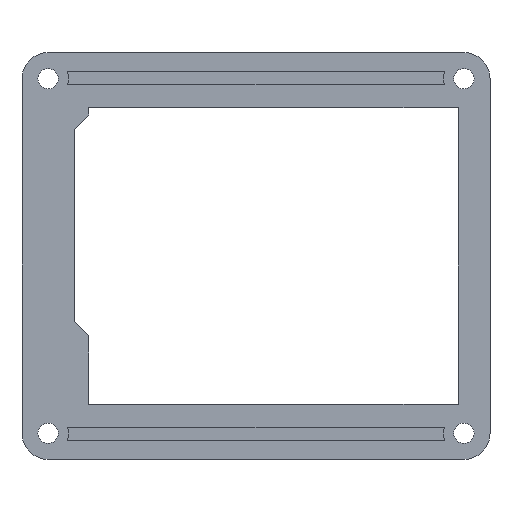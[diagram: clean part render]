
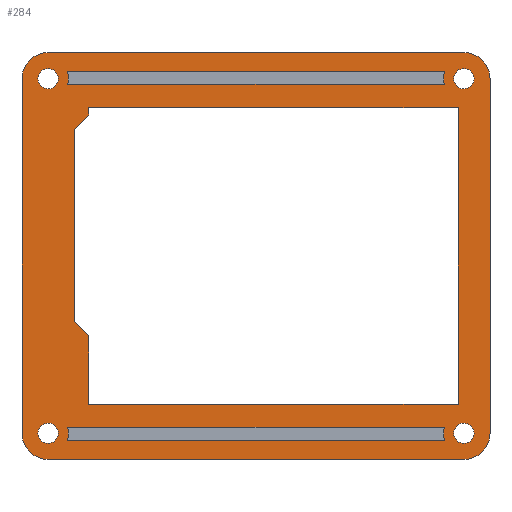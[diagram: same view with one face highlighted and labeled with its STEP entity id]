
A CAD part, top view. The second image highlights one B-rep face of the part: STEP entity #284.
In plain terms, the highlighted planar face has unit normal (0, 0, 1).
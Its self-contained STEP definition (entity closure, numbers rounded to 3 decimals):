
#32 = VERTEX_POINT('',#33);
#33 = CARTESIAN_POINT('',(-35.75,35.,3.));
#39 = EDGE_CURVE('',#32,#40,#42,.T.);
#40 = VERTEX_POINT('',#41);
#41 = CARTESIAN_POINT('',(35.75,35.,3.));
#42 = LINE('',#43,#44);
#43 = CARTESIAN_POINT('',(-40.25,35.,3.));
#44 = VECTOR('',#45,1.);
#45 = DIRECTION('',(1.,0.,0.));
#240 = VERTEX_POINT('',#241);
#241 = CARTESIAN_POINT('',(-40.25,30.5,3.));
#247 = EDGE_CURVE('',#32,#240,#248,.T.);
#248 = CIRCLE('',#249,4.5);
#249 = AXIS2_PLACEMENT_3D('',#250,#251,#252);
#250 = CARTESIAN_POINT('',(-35.75,30.5,3.));
#251 = DIRECTION('',(-0.,0.,1.));
#252 = DIRECTION('',(0.,-1.,0.));
#265 = VERTEX_POINT('',#266);
#266 = CARTESIAN_POINT('',(40.25,30.5,3.));
#272 = EDGE_CURVE('',#40,#265,#273,.T.);
#273 = CIRCLE('',#274,4.5);
#274 = AXIS2_PLACEMENT_3D('',#275,#276,#277);
#275 = CARTESIAN_POINT('',(35.75,30.5,3.));
#276 = DIRECTION('',(-0.,-0.,-1.));
#277 = DIRECTION('',(0.,-1.,0.));
#284 = ADVANCED_FACE('',(#285,#330,#366,#377,#443,#479,#490,#501),#512,
  .F.);
#285 = FACE_BOUND('',#286,.F.);
#286 = EDGE_LOOP('',(#287,#288,#289,#297,#306,#314,#323,#329));
#287 = ORIENTED_EDGE('',*,*,#39,.T.);
#288 = ORIENTED_EDGE('',*,*,#272,.T.);
#289 = ORIENTED_EDGE('',*,*,#290,.T.);
#290 = EDGE_CURVE('',#265,#291,#293,.T.);
#291 = VERTEX_POINT('',#292);
#292 = CARTESIAN_POINT('',(40.25,-30.5,3.));
#293 = LINE('',#294,#295);
#294 = CARTESIAN_POINT('',(40.25,35.,3.));
#295 = VECTOR('',#296,1.);
#296 = DIRECTION('',(0.,-1.,0.));
#297 = ORIENTED_EDGE('',*,*,#298,.T.);
#298 = EDGE_CURVE('',#291,#299,#301,.T.);
#299 = VERTEX_POINT('',#300);
#300 = CARTESIAN_POINT('',(35.75,-35.,3.));
#301 = CIRCLE('',#302,4.5);
#302 = AXIS2_PLACEMENT_3D('',#303,#304,#305);
#303 = CARTESIAN_POINT('',(35.75,-30.5,3.));
#304 = DIRECTION('',(-0.,-0.,-1.));
#305 = DIRECTION('',(0.,-1.,0.));
#306 = ORIENTED_EDGE('',*,*,#307,.T.);
#307 = EDGE_CURVE('',#299,#308,#310,.T.);
#308 = VERTEX_POINT('',#309);
#309 = CARTESIAN_POINT('',(-35.75,-35.,3.));
#310 = LINE('',#311,#312);
#311 = CARTESIAN_POINT('',(40.25,-35.,3.));
#312 = VECTOR('',#313,1.);
#313 = DIRECTION('',(-1.,0.,0.));
#314 = ORIENTED_EDGE('',*,*,#315,.T.);
#315 = EDGE_CURVE('',#308,#316,#318,.T.);
#316 = VERTEX_POINT('',#317);
#317 = CARTESIAN_POINT('',(-40.25,-30.5,3.));
#318 = CIRCLE('',#319,4.5);
#319 = AXIS2_PLACEMENT_3D('',#320,#321,#322);
#320 = CARTESIAN_POINT('',(-35.75,-30.5,3.));
#321 = DIRECTION('',(-0.,-0.,-1.));
#322 = DIRECTION('',(0.,-1.,0.));
#323 = ORIENTED_EDGE('',*,*,#324,.T.);
#324 = EDGE_CURVE('',#316,#240,#325,.T.);
#325 = LINE('',#326,#327);
#326 = CARTESIAN_POINT('',(-40.25,-35.,3.));
#327 = VECTOR('',#328,1.);
#328 = DIRECTION('',(0.,1.,0.));
#329 = ORIENTED_EDGE('',*,*,#247,.F.);
#330 = FACE_BOUND('',#331,.F.);
#331 = EDGE_LOOP('',(#332,#342,#351,#359));
#332 = ORIENTED_EDGE('',*,*,#333,.F.);
#333 = EDGE_CURVE('',#334,#336,#338,.T.);
#334 = VERTEX_POINT('',#335);
#335 = CARTESIAN_POINT('',(-32.481,31.75,3.));
#336 = VERTEX_POINT('',#337);
#337 = CARTESIAN_POINT('',(32.481,31.75,3.));
#338 = LINE('',#339,#340);
#339 = CARTESIAN_POINT('',(-32.481,31.75,3.));
#340 = VECTOR('',#341,1.);
#341 = DIRECTION('',(1.,0.,0.));
#342 = ORIENTED_EDGE('',*,*,#343,.T.);
#343 = EDGE_CURVE('',#334,#344,#346,.T.);
#344 = VERTEX_POINT('',#345);
#345 = CARTESIAN_POINT('',(-32.396,29.5,3.));
#346 = CIRCLE('',#347,3.511);
#347 = AXIS2_PLACEMENT_3D('',#348,#349,#350);
#348 = CARTESIAN_POINT('',(-35.762,30.5,3.));
#349 = DIRECTION('',(0.,0.,-1.));
#350 = DIRECTION('',(1.,0.,0.));
#351 = ORIENTED_EDGE('',*,*,#352,.T.);
#352 = EDGE_CURVE('',#344,#353,#355,.T.);
#353 = VERTEX_POINT('',#354);
#354 = CARTESIAN_POINT('',(32.396,29.5,3.));
#355 = LINE('',#356,#357);
#356 = CARTESIAN_POINT('',(-32.396,29.5,3.));
#357 = VECTOR('',#358,1.);
#358 = DIRECTION('',(1.,0.,0.));
#359 = ORIENTED_EDGE('',*,*,#360,.T.);
#360 = EDGE_CURVE('',#353,#336,#361,.T.);
#361 = CIRCLE('',#362,3.5);
#362 = AXIS2_PLACEMENT_3D('',#363,#364,#365);
#363 = CARTESIAN_POINT('',(35.75,30.5,3.));
#364 = DIRECTION('',(0.,0.,-1.));
#365 = DIRECTION('',(1.,0.,0.));
#366 = FACE_BOUND('',#367,.F.);
#367 = EDGE_LOOP('',(#368));
#368 = ORIENTED_EDGE('',*,*,#369,.T.);
#369 = EDGE_CURVE('',#370,#370,#372,.T.);
#370 = VERTEX_POINT('',#371);
#371 = CARTESIAN_POINT('',(37.5,30.5,3.));
#372 = CIRCLE('',#373,1.75);
#373 = AXIS2_PLACEMENT_3D('',#374,#375,#376);
#374 = CARTESIAN_POINT('',(35.75,30.5,3.));
#375 = DIRECTION('',(0.,0.,1.));
#376 = DIRECTION('',(1.,0.,0.));
#377 = FACE_BOUND('',#378,.F.);
#378 = EDGE_LOOP('',(#379,#389,#397,#405,#413,#421,#429,#437));
#379 = ORIENTED_EDGE('',*,*,#380,.F.);
#380 = EDGE_CURVE('',#381,#383,#385,.T.);
#381 = VERTEX_POINT('',#382);
#382 = CARTESIAN_POINT('',(34.75,25.5,3.));
#383 = VERTEX_POINT('',#384);
#384 = CARTESIAN_POINT('',(34.75,-25.5,3.));
#385 = LINE('',#386,#387);
#386 = CARTESIAN_POINT('',(34.75,25.5,3.));
#387 = VECTOR('',#388,1.);
#388 = DIRECTION('',(0.,-1.,0.));
#389 = ORIENTED_EDGE('',*,*,#390,.F.);
#390 = EDGE_CURVE('',#391,#381,#393,.T.);
#391 = VERTEX_POINT('',#392);
#392 = CARTESIAN_POINT('',(-28.75,25.5,3.));
#393 = LINE('',#394,#395);
#394 = CARTESIAN_POINT('',(-28.75,25.5,3.));
#395 = VECTOR('',#396,1.);
#396 = DIRECTION('',(1.,0.,0.));
#397 = ORIENTED_EDGE('',*,*,#398,.F.);
#398 = EDGE_CURVE('',#399,#391,#401,.T.);
#399 = VERTEX_POINT('',#400);
#400 = CARTESIAN_POINT('',(-28.75,24.25,3.));
#401 = LINE('',#402,#403);
#402 = CARTESIAN_POINT('',(-28.75,24.25,3.));
#403 = VECTOR('',#404,1.);
#404 = DIRECTION('',(0.,1.,0.));
#405 = ORIENTED_EDGE('',*,*,#406,.F.);
#406 = EDGE_CURVE('',#407,#399,#409,.T.);
#407 = VERTEX_POINT('',#408);
#408 = CARTESIAN_POINT('',(-31.25,21.75,3.));
#409 = LINE('',#410,#411);
#410 = CARTESIAN_POINT('',(-31.25,21.75,3.));
#411 = VECTOR('',#412,1.);
#412 = DIRECTION('',(0.707,0.707,0.));
#413 = ORIENTED_EDGE('',*,*,#414,.F.);
#414 = EDGE_CURVE('',#415,#407,#417,.T.);
#415 = VERTEX_POINT('',#416);
#416 = CARTESIAN_POINT('',(-31.25,-11.25,3.));
#417 = LINE('',#418,#419);
#418 = CARTESIAN_POINT('',(-31.25,-11.25,3.));
#419 = VECTOR('',#420,1.);
#420 = DIRECTION('',(0.,1.,0.));
#421 = ORIENTED_EDGE('',*,*,#422,.F.);
#422 = EDGE_CURVE('',#423,#415,#425,.T.);
#423 = VERTEX_POINT('',#424);
#424 = CARTESIAN_POINT('',(-28.75,-13.75,3.));
#425 = LINE('',#426,#427);
#426 = CARTESIAN_POINT('',(-28.75,-13.75,3.));
#427 = VECTOR('',#428,1.);
#428 = DIRECTION('',(-0.707,0.707,0.));
#429 = ORIENTED_EDGE('',*,*,#430,.F.);
#430 = EDGE_CURVE('',#431,#423,#433,.T.);
#431 = VERTEX_POINT('',#432);
#432 = CARTESIAN_POINT('',(-28.75,-25.5,3.));
#433 = LINE('',#434,#435);
#434 = CARTESIAN_POINT('',(-28.75,-25.5,3.));
#435 = VECTOR('',#436,1.);
#436 = DIRECTION('',(0.,1.,0.));
#437 = ORIENTED_EDGE('',*,*,#438,.F.);
#438 = EDGE_CURVE('',#383,#431,#439,.T.);
#439 = LINE('',#440,#441);
#440 = CARTESIAN_POINT('',(34.75,-25.5,3.));
#441 = VECTOR('',#442,1.);
#442 = DIRECTION('',(-1.,0.,0.));
#443 = FACE_BOUND('',#444,.F.);
#444 = EDGE_LOOP('',(#445,#456,#464,#473));
#445 = ORIENTED_EDGE('',*,*,#446,.F.);
#446 = EDGE_CURVE('',#447,#449,#451,.T.);
#447 = VERTEX_POINT('',#448);
#448 = CARTESIAN_POINT('',(-32.481,-31.75,3.));
#449 = VERTEX_POINT('',#450);
#450 = CARTESIAN_POINT('',(-32.396,-29.5,3.));
#451 = CIRCLE('',#452,3.511);
#452 = AXIS2_PLACEMENT_3D('',#453,#454,#455);
#453 = CARTESIAN_POINT('',(-35.762,-30.5,3.));
#454 = DIRECTION('',(0.,0.,1.));
#455 = DIRECTION('',(1.,0.,0.));
#456 = ORIENTED_EDGE('',*,*,#457,.T.);
#457 = EDGE_CURVE('',#447,#458,#460,.T.);
#458 = VERTEX_POINT('',#459);
#459 = CARTESIAN_POINT('',(32.481,-31.75,3.));
#460 = LINE('',#461,#462);
#461 = CARTESIAN_POINT('',(-32.481,-31.75,3.));
#462 = VECTOR('',#463,1.);
#463 = DIRECTION('',(1.,0.,0.));
#464 = ORIENTED_EDGE('',*,*,#465,.F.);
#465 = EDGE_CURVE('',#466,#458,#468,.T.);
#466 = VERTEX_POINT('',#467);
#467 = CARTESIAN_POINT('',(32.396,-29.5,3.));
#468 = CIRCLE('',#469,3.5);
#469 = AXIS2_PLACEMENT_3D('',#470,#471,#472);
#470 = CARTESIAN_POINT('',(35.75,-30.5,3.));
#471 = DIRECTION('',(0.,0.,1.));
#472 = DIRECTION('',(1.,0.,0.));
#473 = ORIENTED_EDGE('',*,*,#474,.F.);
#474 = EDGE_CURVE('',#449,#466,#475,.T.);
#475 = LINE('',#476,#477);
#476 = CARTESIAN_POINT('',(-32.396,-29.5,3.));
#477 = VECTOR('',#478,1.);
#478 = DIRECTION('',(1.,0.,0.));
#479 = FACE_BOUND('',#480,.F.);
#480 = EDGE_LOOP('',(#481));
#481 = ORIENTED_EDGE('',*,*,#482,.T.);
#482 = EDGE_CURVE('',#483,#483,#485,.T.);
#483 = VERTEX_POINT('',#484);
#484 = CARTESIAN_POINT('',(37.5,-30.5,3.));
#485 = CIRCLE('',#486,1.75);
#486 = AXIS2_PLACEMENT_3D('',#487,#488,#489);
#487 = CARTESIAN_POINT('',(35.75,-30.5,3.));
#488 = DIRECTION('',(0.,0.,1.));
#489 = DIRECTION('',(1.,0.,0.));
#490 = FACE_BOUND('',#491,.F.);
#491 = EDGE_LOOP('',(#492));
#492 = ORIENTED_EDGE('',*,*,#493,.T.);
#493 = EDGE_CURVE('',#494,#494,#496,.T.);
#494 = VERTEX_POINT('',#495);
#495 = CARTESIAN_POINT('',(-34.,30.5,3.));
#496 = CIRCLE('',#497,1.75);
#497 = AXIS2_PLACEMENT_3D('',#498,#499,#500);
#498 = CARTESIAN_POINT('',(-35.75,30.5,3.));
#499 = DIRECTION('',(0.,0.,1.));
#500 = DIRECTION('',(1.,0.,0.));
#501 = FACE_BOUND('',#502,.F.);
#502 = EDGE_LOOP('',(#503));
#503 = ORIENTED_EDGE('',*,*,#504,.T.);
#504 = EDGE_CURVE('',#505,#505,#507,.T.);
#505 = VERTEX_POINT('',#506);
#506 = CARTESIAN_POINT('',(-34.,-30.5,3.));
#507 = CIRCLE('',#508,1.75);
#508 = AXIS2_PLACEMENT_3D('',#509,#510,#511);
#509 = CARTESIAN_POINT('',(-35.75,-30.5,3.));
#510 = DIRECTION('',(0.,0.,1.));
#511 = DIRECTION('',(1.,0.,0.));
#512 = PLANE('',#513);
#513 = AXIS2_PLACEMENT_3D('',#514,#515,#516);
#514 = CARTESIAN_POINT('',(0.,0.,3.));
#515 = DIRECTION('',(-0.,-0.,-1.));
#516 = DIRECTION('',(-1.,0.,0.));
